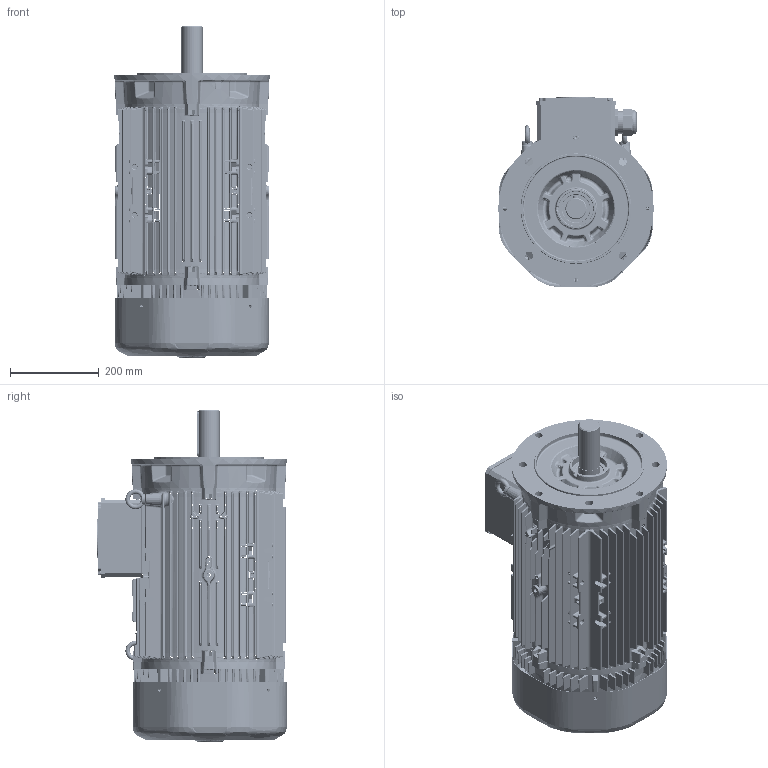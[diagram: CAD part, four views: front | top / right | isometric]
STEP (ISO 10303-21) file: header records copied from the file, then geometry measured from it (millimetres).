
FILE_DESCRIPTION(/* description */ (''),/* implementation_level */ '2;1');
FILE_NAME(/* name */ 'QH180_B5 (DEEP COVER).stp',/* time_stamp */ '2024-07-31T16:58:17+03:00',/* author */ (''),/* organization */ (''),/* preprocessor_version */ 'ST-DEVELOPER v18.102',/* originating_system */ 'SIEMENS PLM Software NX2206.8101',/* authorisation */ '');
FILE_SCHEMA (('AP203_CONFIGURATION_CONTROLLED_3D_DESIGN_OF_MECHANICAL_PARTS_AND_ASSEMBLIES_MIM_LF { 1 0 10303 403 2 1 2}'));
Products named in the file (1): 001_objects
Bounding box: 351.36 x 427.68 x 749.5 mm (x, y, z)
Surface area: 2156775.1 mm2 (no closed solid volume)
Topology: 0 solids, 68 shells, 6019 faces, 22853 edges, 15095 vertices
Faces by surface type: plane 2162, cylinder 2061, bspline 610, torus 543, sphere 343, cone 299, revolution 1
Full cylindrical faces by diameter (mm): 5.5 x1, 5.6 x4, 6.647 x1, 8 x1, 17 x4, 18.5 x4, 22 x2, 25 x2, 25.05 x2, 48 x1, 50 x1, 51 x1, 51.2 x2, 55 x2, 80 x2, 82 x1, 86.96 x1, 110 x1, 118 x1, 250 x1
Entity records: 271456 total; most frequent: CARTESIAN_POINT 95098, ORIENTED_EDGE 34354, DIRECTION 33914, EDGE_CURVE 22560, VERTEX_POINT 15045, AXIS2_PLACEMENT_3D 12081, LINE 9751, VECTOR 9751
